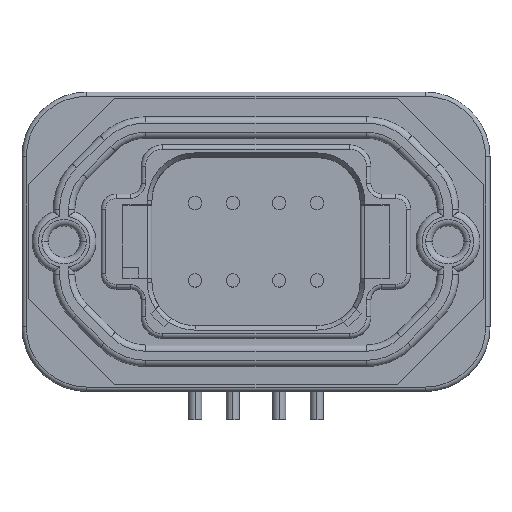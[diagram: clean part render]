
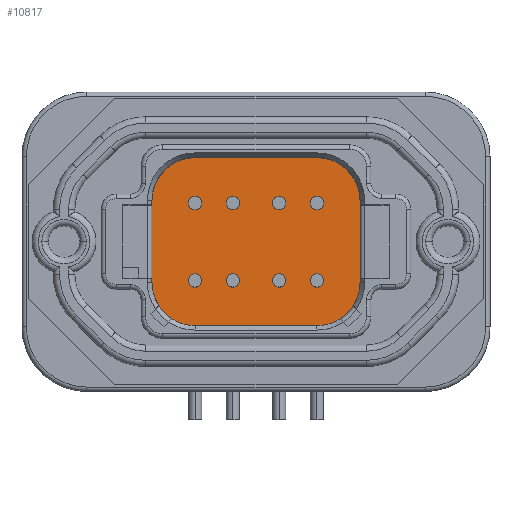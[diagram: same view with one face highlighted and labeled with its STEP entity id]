
A CAD part, top view. The second image highlights one B-rep face of the part: STEP entity #10817.
In plain terms, the highlighted planar face has unit normal (0, 0, 1).
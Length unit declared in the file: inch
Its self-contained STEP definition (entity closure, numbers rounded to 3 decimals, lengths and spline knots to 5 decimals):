
#742=CARTESIAN_POINT('',(-0.2825,0.19,-0.77));
#743=DIRECTION('',(0.,0.,1.));
#744=DIRECTION('',(0.,1.,0.));
#745=AXIS2_PLACEMENT_3D('',#742,#743,#744);
#747=DIRECTION('',(-1.,0.,0.));
#748=VECTOR('',#747,0.565);
#749=CARTESIAN_POINT('',(0.2825,0.39,-0.77));
#750=LINE('',#749,#748);
#751=CARTESIAN_POINT('',(0.2825,0.19,-0.77));
#752=DIRECTION('',(0.,0.,1.));
#753=DIRECTION('',(1.,0.,0.));
#754=AXIS2_PLACEMENT_3D('',#751,#752,#753);
#756=DIRECTION('',(0.,1.,0.));
#757=VECTOR('',#756,0.38);
#758=CARTESIAN_POINT('',(0.4825,-0.19,-0.77));
#759=LINE('',#758,#757);
#760=CARTESIAN_POINT('',(0.2825,-0.19,-0.77));
#761=DIRECTION('',(0.,0.,1.));
#762=DIRECTION('',(0.,-1.,0.));
#763=AXIS2_PLACEMENT_3D('',#760,#761,#762);
#765=DIRECTION('',(1.,0.,0.));
#766=VECTOR('',#765,0.565);
#767=CARTESIAN_POINT('',(-0.2825,-0.39,-0.77));
#768=LINE('',#767,#766);
#769=CARTESIAN_POINT('',(-0.2825,-0.19,-0.77));
#770=DIRECTION('',(0.,0.,1.));
#771=DIRECTION('',(-1.,0.,0.));
#772=AXIS2_PLACEMENT_3D('',#769,#770,#771);
#774=DIRECTION('',(0.,-1.,0.));
#775=VECTOR('',#774,0.38);
#776=CARTESIAN_POINT('',(-0.4825,0.19,-0.77));
#777=LINE('',#776,#775);
#778=CARTESIAN_POINT('',(-0.2825,0.1795,-0.77));
#779=DIRECTION('',(0.,0.,-1.));
#780=DIRECTION('',(0.,1.,0.));
#781=AXIS2_PLACEMENT_3D('',#778,#779,#780);
#783=CARTESIAN_POINT('',(-0.2825,0.1795,-0.77));
#784=DIRECTION('',(0.,0.,-1.));
#785=DIRECTION('',(0.,-1.,0.));
#786=AXIS2_PLACEMENT_3D('',#783,#784,#785);
#788=CARTESIAN_POINT('',(-0.2825,-0.1795,-0.77));
#789=DIRECTION('',(0.,0.,-1.));
#790=DIRECTION('',(0.,1.,0.));
#791=AXIS2_PLACEMENT_3D('',#788,#789,#790);
#793=CARTESIAN_POINT('',(-0.2825,-0.1795,-0.77));
#794=DIRECTION('',(0.,0.,-1.));
#795=DIRECTION('',(0.,-1.,0.));
#796=AXIS2_PLACEMENT_3D('',#793,#794,#795);
#798=CARTESIAN_POINT('',(-0.1075,0.1795,-0.77));
#799=DIRECTION('',(0.,0.,-1.));
#800=DIRECTION('',(0.,1.,0.));
#801=AXIS2_PLACEMENT_3D('',#798,#799,#800);
#803=CARTESIAN_POINT('',(-0.1075,0.1795,-0.77));
#804=DIRECTION('',(0.,0.,-1.));
#805=DIRECTION('',(0.,-1.,0.));
#806=AXIS2_PLACEMENT_3D('',#803,#804,#805);
#808=CARTESIAN_POINT('',(-0.1075,-0.1795,-0.77));
#809=DIRECTION('',(0.,0.,-1.));
#810=DIRECTION('',(0.,1.,0.));
#811=AXIS2_PLACEMENT_3D('',#808,#809,#810);
#813=CARTESIAN_POINT('',(-0.1075,-0.1795,-0.77));
#814=DIRECTION('',(0.,0.,-1.));
#815=DIRECTION('',(0.,-1.,0.));
#816=AXIS2_PLACEMENT_3D('',#813,#814,#815);
#818=CARTESIAN_POINT('',(0.1075,0.1795,-0.77));
#819=DIRECTION('',(0.,0.,-1.));
#820=DIRECTION('',(0.,1.,0.));
#821=AXIS2_PLACEMENT_3D('',#818,#819,#820);
#823=CARTESIAN_POINT('',(0.1075,0.1795,-0.77));
#824=DIRECTION('',(0.,0.,-1.));
#825=DIRECTION('',(0.,-1.,0.));
#826=AXIS2_PLACEMENT_3D('',#823,#824,#825);
#828=CARTESIAN_POINT('',(0.1075,-0.1795,-0.77));
#829=DIRECTION('',(0.,0.,-1.));
#830=DIRECTION('',(0.,1.,0.));
#831=AXIS2_PLACEMENT_3D('',#828,#829,#830);
#833=CARTESIAN_POINT('',(0.1075,-0.1795,-0.77));
#834=DIRECTION('',(0.,0.,-1.));
#835=DIRECTION('',(0.,-1.,0.));
#836=AXIS2_PLACEMENT_3D('',#833,#834,#835);
#838=CARTESIAN_POINT('',(0.2825,0.1795,-0.77));
#839=DIRECTION('',(0.,0.,-1.));
#840=DIRECTION('',(0.,1.,0.));
#841=AXIS2_PLACEMENT_3D('',#838,#839,#840);
#843=CARTESIAN_POINT('',(0.2825,0.1795,-0.77));
#844=DIRECTION('',(0.,0.,-1.));
#845=DIRECTION('',(0.,-1.,0.));
#846=AXIS2_PLACEMENT_3D('',#843,#844,#845);
#848=CARTESIAN_POINT('',(0.2825,-0.1795,-0.77));
#849=DIRECTION('',(0.,0.,-1.));
#850=DIRECTION('',(0.,1.,0.));
#851=AXIS2_PLACEMENT_3D('',#848,#849,#850);
#853=CARTESIAN_POINT('',(0.2825,-0.1795,-0.77));
#854=DIRECTION('',(0.,0.,-1.));
#855=DIRECTION('',(0.,-1.,0.));
#856=AXIS2_PLACEMENT_3D('',#853,#854,#855);
#8667=CARTESIAN_POINT('',(-0.2825,0.39,-0.77));
#8668=CARTESIAN_POINT('',(-0.4825,0.19,-0.77));
#8669=VERTEX_POINT('',#8667);
#8670=VERTEX_POINT('',#8668);
#8671=CARTESIAN_POINT('',(-0.4825,-0.19,-0.77));
#8672=VERTEX_POINT('',#8671);
#8673=CARTESIAN_POINT('',(-0.2825,-0.39,-0.77));
#8674=VERTEX_POINT('',#8673);
#8675=CARTESIAN_POINT('',(0.2825,-0.39,-0.77));
#8676=VERTEX_POINT('',#8675);
#8677=CARTESIAN_POINT('',(0.4825,-0.19,-0.77));
#8678=VERTEX_POINT('',#8677);
#8679=CARTESIAN_POINT('',(0.4825,0.19,-0.77));
#8680=VERTEX_POINT('',#8679);
#8681=CARTESIAN_POINT('',(0.2825,0.39,-0.77));
#8682=VERTEX_POINT('',#8681);
#9727=CARTESIAN_POINT('',(-0.2825,0.21025,-0.77));
#9728=CARTESIAN_POINT('',(-0.2825,0.14875,-0.77));
#9729=VERTEX_POINT('',#9727);
#9730=VERTEX_POINT('',#9728);
#9759=CARTESIAN_POINT('',(-0.2825,-0.14875,-0.77));
#9760=CARTESIAN_POINT('',(-0.2825,-0.21025,-0.77));
#9761=VERTEX_POINT('',#9759);
#9762=VERTEX_POINT('',#9760);
#9787=CARTESIAN_POINT('',(-0.1075,0.21025,-0.77));
#9788=VERTEX_POINT('',#9787);
#9791=CARTESIAN_POINT('',(-0.1075,0.14875,-0.77));
#9792=VERTEX_POINT('',#9791);
#9819=CARTESIAN_POINT('',(-0.1075,-0.14875,-0.77));
#9820=VERTEX_POINT('',#9819);
#9823=CARTESIAN_POINT('',(-0.1075,-0.21025,-0.77));
#9824=VERTEX_POINT('',#9823);
#9851=CARTESIAN_POINT('',(0.1075,0.21025,-0.77));
#9852=VERTEX_POINT('',#9851);
#9855=CARTESIAN_POINT('',(0.1075,0.14875,-0.77));
#9856=VERTEX_POINT('',#9855);
#9883=CARTESIAN_POINT('',(0.1075,-0.14875,-0.77));
#9884=VERTEX_POINT('',#9883);
#9887=CARTESIAN_POINT('',(0.1075,-0.21025,-0.77));
#9888=VERTEX_POINT('',#9887);
#9915=CARTESIAN_POINT('',(0.2825,0.21025,-0.77));
#9916=VERTEX_POINT('',#9915);
#9919=CARTESIAN_POINT('',(0.2825,0.14875,-0.77));
#9920=VERTEX_POINT('',#9919);
#9947=CARTESIAN_POINT('',(0.2825,-0.14875,-0.77));
#9948=VERTEX_POINT('',#9947);
#9951=CARTESIAN_POINT('',(0.2825,-0.21025,-0.77));
#9952=VERTEX_POINT('',#9951);
#10751=CARTESIAN_POINT('',(0.,0.,-0.77));
#10752=DIRECTION('',(0.,0.,1.));
#10753=DIRECTION('',(1.,0.,0.));
#10754=AXIS2_PLACEMENT_3D('',#10751,#10752,#10753);
#10755=PLANE('',#10754);
#10757=ORIENTED_EDGE('',*,*,#10756,.F.);
#10759=ORIENTED_EDGE('',*,*,#10758,.F.);
#10761=ORIENTED_EDGE('',*,*,#10760,.F.);
#10762=ORIENTED_EDGE('',*,*,#10474,.F.);
#10763=ORIENTED_EDGE('',*,*,#10569,.F.);
#10764=ORIENTED_EDGE('',*,*,#10627,.F.);
#10765=ORIENTED_EDGE('',*,*,#10702,.F.);
#10766=ORIENTED_EDGE('',*,*,#10336,.F.);
#10767=EDGE_LOOP('',(#10757,#10759,#10761,#10762,#10763,#10764,#10765,#10766));
#10768=FACE_OUTER_BOUND('',#10767,.F.);
#10770=ORIENTED_EDGE('',*,*,#10769,.F.);
#10772=ORIENTED_EDGE('',*,*,#10771,.F.);
#10773=EDGE_LOOP('',(#10770,#10772));
#10774=FACE_BOUND('',#10773,.F.);
#10776=ORIENTED_EDGE('',*,*,#10775,.F.);
#10778=ORIENTED_EDGE('',*,*,#10777,.F.);
#10779=EDGE_LOOP('',(#10776,#10778));
#10780=FACE_BOUND('',#10779,.F.);
#10782=ORIENTED_EDGE('',*,*,#10781,.F.);
#10784=ORIENTED_EDGE('',*,*,#10783,.F.);
#10785=EDGE_LOOP('',(#10782,#10784));
#10786=FACE_BOUND('',#10785,.F.);
#10788=ORIENTED_EDGE('',*,*,#10787,.F.);
#10790=ORIENTED_EDGE('',*,*,#10789,.F.);
#10791=EDGE_LOOP('',(#10788,#10790));
#10792=FACE_BOUND('',#10791,.F.);
#10794=ORIENTED_EDGE('',*,*,#10793,.F.);
#10796=ORIENTED_EDGE('',*,*,#10795,.F.);
#10797=EDGE_LOOP('',(#10794,#10796));
#10798=FACE_BOUND('',#10797,.F.);
#10800=ORIENTED_EDGE('',*,*,#10799,.F.);
#10802=ORIENTED_EDGE('',*,*,#10801,.F.);
#10803=EDGE_LOOP('',(#10800,#10802));
#10804=FACE_BOUND('',#10803,.F.);
#10806=ORIENTED_EDGE('',*,*,#10805,.F.);
#10808=ORIENTED_EDGE('',*,*,#10807,.F.);
#10809=EDGE_LOOP('',(#10806,#10808));
#10810=FACE_BOUND('',#10809,.F.);
#10812=ORIENTED_EDGE('',*,*,#10811,.F.);
#10814=ORIENTED_EDGE('',*,*,#10813,.F.);
#10815=EDGE_LOOP('',(#10812,#10814));
#10816=FACE_BOUND('',#10815,.F.);
#10817=ADVANCED_FACE('',(#10768,#10774,#10780,#10786,#10792,#10798,#10804,
#10810,#10816),#10755,.T.);
#746=CIRCLE('',#745,0.2);
#755=CIRCLE('',#754,0.2);
#764=CIRCLE('',#763,0.2);
#773=CIRCLE('',#772,0.2);
#782=CIRCLE('',#781,0.03075);
#787=CIRCLE('',#786,0.03075);
#792=CIRCLE('',#791,0.03075);
#797=CIRCLE('',#796,0.03075);
#802=CIRCLE('',#801,0.03075);
#807=CIRCLE('',#806,0.03075);
#812=CIRCLE('',#811,0.03075);
#817=CIRCLE('',#816,0.03075);
#822=CIRCLE('',#821,0.03075);
#827=CIRCLE('',#826,0.03075);
#832=CIRCLE('',#831,0.03075);
#837=CIRCLE('',#836,0.03075);
#842=CIRCLE('',#841,0.03075);
#847=CIRCLE('',#846,0.03075);
#852=CIRCLE('',#851,0.03075);
#857=CIRCLE('',#856,0.03075);
#10336=EDGE_CURVE('',#8670,#8672,#777,.T.);
#10474=EDGE_CURVE('',#8678,#8680,#759,.T.);
#10569=EDGE_CURVE('',#8676,#8678,#764,.T.);
#10627=EDGE_CURVE('',#8674,#8676,#768,.T.);
#10702=EDGE_CURVE('',#8672,#8674,#773,.T.);
#10756=EDGE_CURVE('',#8669,#8670,#746,.T.);
#10758=EDGE_CURVE('',#8682,#8669,#750,.T.);
#10760=EDGE_CURVE('',#8680,#8682,#755,.T.);
#10769=EDGE_CURVE('',#9729,#9730,#782,.T.);
#10771=EDGE_CURVE('',#9730,#9729,#787,.T.);
#10775=EDGE_CURVE('',#9761,#9762,#792,.T.);
#10777=EDGE_CURVE('',#9762,#9761,#797,.T.);
#10781=EDGE_CURVE('',#9788,#9792,#802,.T.);
#10783=EDGE_CURVE('',#9792,#9788,#807,.T.);
#10787=EDGE_CURVE('',#9820,#9824,#812,.T.);
#10789=EDGE_CURVE('',#9824,#9820,#817,.T.);
#10793=EDGE_CURVE('',#9852,#9856,#822,.T.);
#10795=EDGE_CURVE('',#9856,#9852,#827,.T.);
#10799=EDGE_CURVE('',#9884,#9888,#832,.T.);
#10801=EDGE_CURVE('',#9888,#9884,#837,.T.);
#10805=EDGE_CURVE('',#9916,#9920,#842,.T.);
#10807=EDGE_CURVE('',#9920,#9916,#847,.T.);
#10811=EDGE_CURVE('',#9948,#9952,#852,.T.);
#10813=EDGE_CURVE('',#9952,#9948,#857,.T.);
